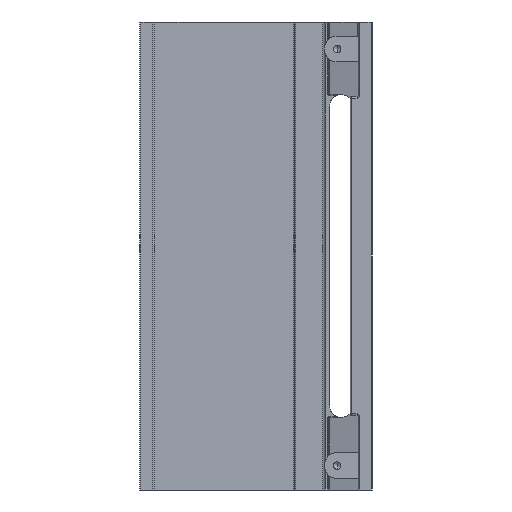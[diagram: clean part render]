
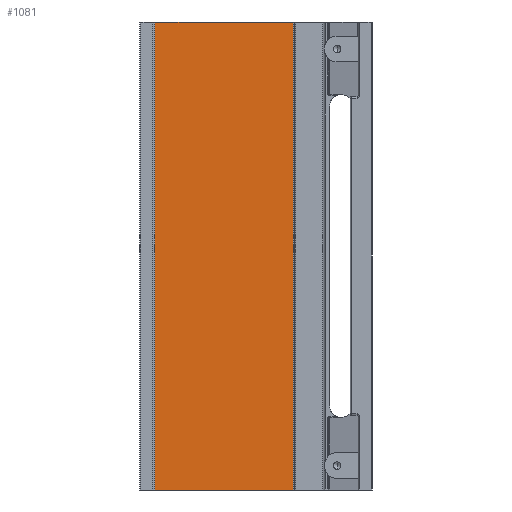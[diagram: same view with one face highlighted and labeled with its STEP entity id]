
A CAD part, front view. The second image highlights one B-rep face of the part: STEP entity #1081.
In plain terms, the highlighted planar face has unit normal (0, -1, 0).
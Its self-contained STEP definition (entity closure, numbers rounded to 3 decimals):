
#48 = VERTEX_POINT ( 'NONE', #964 ) ;
#135 = CARTESIAN_POINT ( 'NONE',  ( 29.85, 5.9, 100. ) ) ;
#355 = VERTEX_POINT ( 'NONE', #2652 ) ;
#448 = CARTESIAN_POINT ( 'NONE',  ( 0.25, 5.9, 100. ) ) ;
#577 = ORIENTED_EDGE ( 'NONE', *, *, #2130, .T. ) ;
#725 = LINE ( 'NONE', #2139, #1344 ) ;
#750 = EDGE_LOOP ( 'NONE', ( #2352, #1330, #1764, #577 ) ) ;
#894 = CARTESIAN_POINT ( 'NONE',  ( 29.85, 5.9, 100. ) ) ;
#917 = VECTOR ( 'NONE', #2196, 1000. ) ;
#964 = CARTESIAN_POINT ( 'NONE',  ( 29.85, 5.9, 0. ) ) ;
#973 = EDGE_CURVE ( 'NONE', #48, #2421, #1015, .T. ) ;
#1015 = LINE ( 'NONE', #135, #917 ) ;
#1033 = PLANE ( 'NONE',  #2827 ) ;
#1034 = DIRECTION ( 'NONE',  ( 0., 0., -1. ) ) ;
#1081 = ADVANCED_FACE ( 'NONE', ( #2235 ), #1033, .F. ) ;
#1119 = VECTOR ( 'NONE', #2617, 1000. ) ;
#1330 = ORIENTED_EDGE ( 'NONE', *, *, #973, .T. ) ;
#1344 = VECTOR ( 'NONE', #1034, 1000. ) ;
#1355 = DIRECTION ( 'NONE',  ( 0., 1., 0. ) ) ;
#1764 = ORIENTED_EDGE ( 'NONE', *, *, #3367, .F. ) ;
#2003 = EDGE_CURVE ( 'NONE', #355, #48, #2945, .T. ) ;
#2130 = EDGE_CURVE ( 'NONE', #2762, #355, #725, .T. ) ;
#2139 = CARTESIAN_POINT ( 'NONE',  ( 0.25, 5.9, 0. ) ) ;
#2196 = DIRECTION ( 'NONE',  ( 0., 0., 1. ) ) ;
#2235 = FACE_OUTER_BOUND ( 'NONE', #750, .T. ) ;
#2352 = ORIENTED_EDGE ( 'NONE', *, *, #2003, .T. ) ;
#2370 = DIRECTION ( 'NONE',  ( 1., 0., 0. ) ) ;
#2421 = VERTEX_POINT ( 'NONE', #894 ) ;
#2555 = DIRECTION ( 'NONE',  ( 0., 0., 1. ) ) ;
#2597 = LINE ( 'NONE', #3160, #1119 ) ;
#2617 = DIRECTION ( 'NONE',  ( 1., 0., 0. ) ) ;
#2635 = CARTESIAN_POINT ( 'NONE',  ( 0., 5.9, 0. ) ) ;
#2652 = CARTESIAN_POINT ( 'NONE',  ( 0.25, 5.9, 0. ) ) ;
#2762 = VERTEX_POINT ( 'NONE', #448 ) ;
#2827 = AXIS2_PLACEMENT_3D ( 'NONE', #3134, #1355, #2555 ) ;
#2945 = LINE ( 'NONE', #2635, #3677 ) ;
#3134 = CARTESIAN_POINT ( 'NONE',  ( 0., 5.9, 100. ) ) ;
#3160 = CARTESIAN_POINT ( 'NONE',  ( 0., 5.9, 100. ) ) ;
#3367 = EDGE_CURVE ( 'NONE', #2762, #2421, #2597, .T. ) ;
#3677 = VECTOR ( 'NONE', #2370, 1000. ) ;
